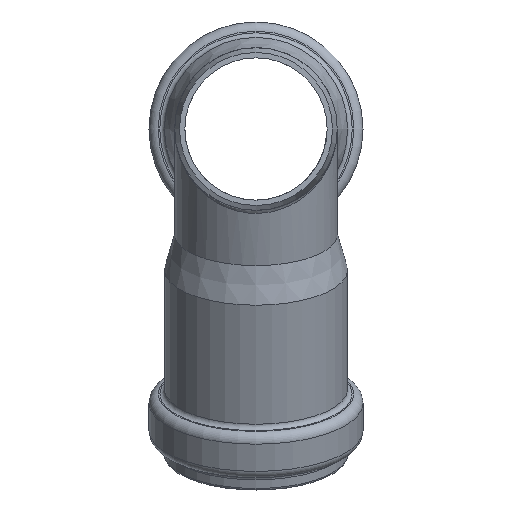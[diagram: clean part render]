
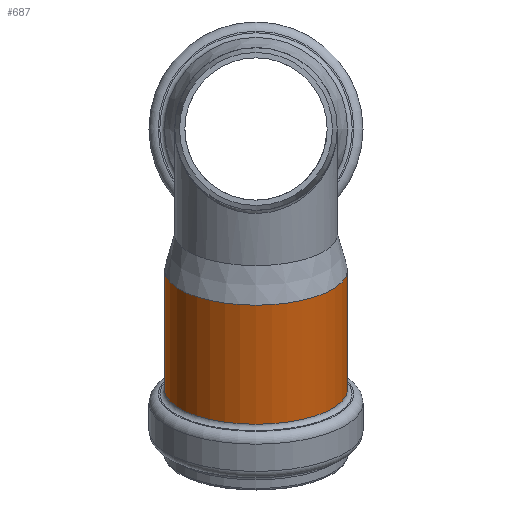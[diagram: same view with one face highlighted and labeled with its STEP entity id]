
A CAD part, front view. The second image highlights one B-rep face of the part: STEP entity #687.
In plain terms, the highlighted cylindrical face has radius 18.15 mm (diameter 36.3 mm), a full revolution.
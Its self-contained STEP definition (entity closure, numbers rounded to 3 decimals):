
#66=FACE_BOUND('',#300,.T.);
#115=CIRCLE('',#735,18.15);
#137=CIRCLE('',#779,18.15);
#172=CYLINDRICAL_SURFACE('',#780,18.15);
#213=FACE_OUTER_BOUND('',#299,.T.);
#299=EDGE_LOOP('',(#591));
#300=EDGE_LOOP('',(#592));
#388=VERTEX_POINT('',#1383);
#410=VERTEX_POINT('',#1449);
#459=EDGE_CURVE('',#388,#388,#115,.T.);
#481=EDGE_CURVE('',#410,#410,#137,.T.);
#591=ORIENTED_EDGE('',*,*,#481,.T.);
#592=ORIENTED_EDGE('',*,*,#459,.F.);
#687=ADVANCED_FACE('',(#213,#66),#172,.T.);
#735=AXIS2_PLACEMENT_3D('',#1384,#873,#874);
#779=AXIS2_PLACEMENT_3D('',#1450,#961,#962);
#780=AXIS2_PLACEMENT_3D('',#1451,#963,#964);
#873=DIRECTION('center_axis',(0.,-0.383,0.924));
#874=DIRECTION('ref_axis',(1.,0.,0.));
#961=DIRECTION('center_axis',(0.,-0.383,0.924));
#962=DIRECTION('ref_axis',(1.,0.,0.));
#963=DIRECTION('center_axis',(0.,-0.383,0.924));
#964=DIRECTION('ref_axis',(0.,-0.924,-0.383));
#1383=CARTESIAN_POINT('',(0.,-27.29,-34.905));
#1384=CARTESIAN_POINT('Origin',(0.,-10.522,-27.959));
#1449=CARTESIAN_POINT('',(0.,-17.52,-58.493));
#1450=CARTESIAN_POINT('Origin',(0.,-0.751,-51.547));
#1451=CARTESIAN_POINT('Origin',(0.,-5.637,-39.753));
